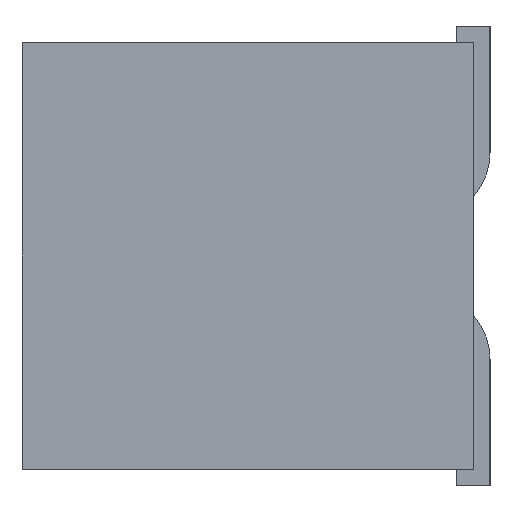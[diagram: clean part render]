
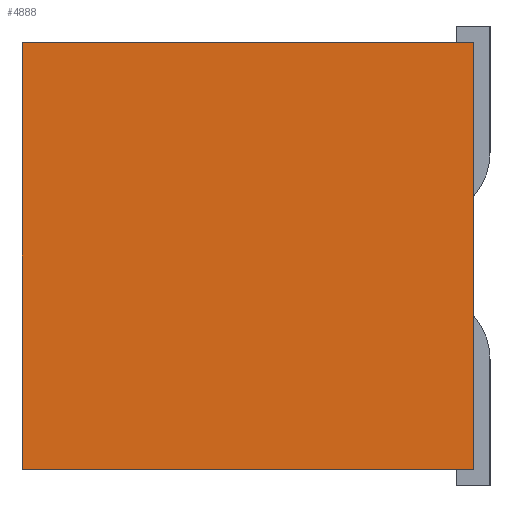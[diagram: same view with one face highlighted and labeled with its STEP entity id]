
A CAD part, left-side view. The second image highlights one B-rep face of the part: STEP entity #4888.
In plain terms, the highlighted planar face has unit normal (-1, 0, 0).
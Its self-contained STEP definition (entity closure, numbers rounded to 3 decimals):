
#1=DIRECTION('',(0.,-1.,0.));
#2=VECTOR('',#1,5.4);
#3=CARTESIAN_POINT('',(-9.5,5.4,2.55));
#4=LINE('3929',#3,#2);
#5=DIRECTION('',(0.,0.,-1.));
#6=VECTOR('',#5,5.1);
#7=CARTESIAN_POINT('',(-9.5,0.,2.55));
#8=LINE('3930',#7,#6);
#9=DIRECTION('',(0.,1.,0.));
#10=VECTOR('',#9,5.4);
#11=CARTESIAN_POINT('',(-9.5,0.,-2.55));
#12=LINE('3931',#11,#10);
#13=DIRECTION('',(0.,0.,1.));
#14=VECTOR('',#13,5.1);
#15=CARTESIAN_POINT('',(-9.5,5.4,-2.55));
#16=LINE('3932',#15,#14);
#3705=CARTESIAN_POINT('',(-9.5,5.4,2.55));
#3706=CARTESIAN_POINT('',(-9.5,0.,2.55));
#3707=VERTEX_POINT('',#3705);
#3708=VERTEX_POINT('',#3706);
#3709=CARTESIAN_POINT('',(-9.5,0.,-2.55));
#3710=VERTEX_POINT('',#3709);
#3711=CARTESIAN_POINT('',(-9.5,5.4,-2.55));
#3712=VERTEX_POINT('',#3711);
#4873=CARTESIAN_POINT('',(-9.5,0.,0.));
#4874=DIRECTION('',(1.,0.,0.));
#4875=DIRECTION('',(0.,0.,-1.));
#4876=AXIS2_PLACEMENT_3D('',#4873,#4874,#4875);
#4877=PLANE('3575',#4876);
#4879=ORIENTED_EDGE('3929',*,*,#4878,.T.);
#4881=ORIENTED_EDGE('3930',*,*,#4880,.T.);
#4883=ORIENTED_EDGE('3931',*,*,#4882,.T.);
#4885=ORIENTED_EDGE('3932',*,*,#4884,.T.);
#4886=EDGE_LOOP('3575',(#4879,#4881,#4883,#4885));
#4887=FACE_OUTER_BOUND('3575',#4886,.F.);
#4888=ADVANCED_FACE('3575',(#4887),#4877,.F.);
#4878=EDGE_CURVE('3929',#3707,#3708,#4,.T.);
#4880=EDGE_CURVE('3930',#3708,#3710,#8,.T.);
#4882=EDGE_CURVE('3931',#3710,#3712,#12,.T.);
#4884=EDGE_CURVE('3932',#3712,#3707,#16,.T.);
